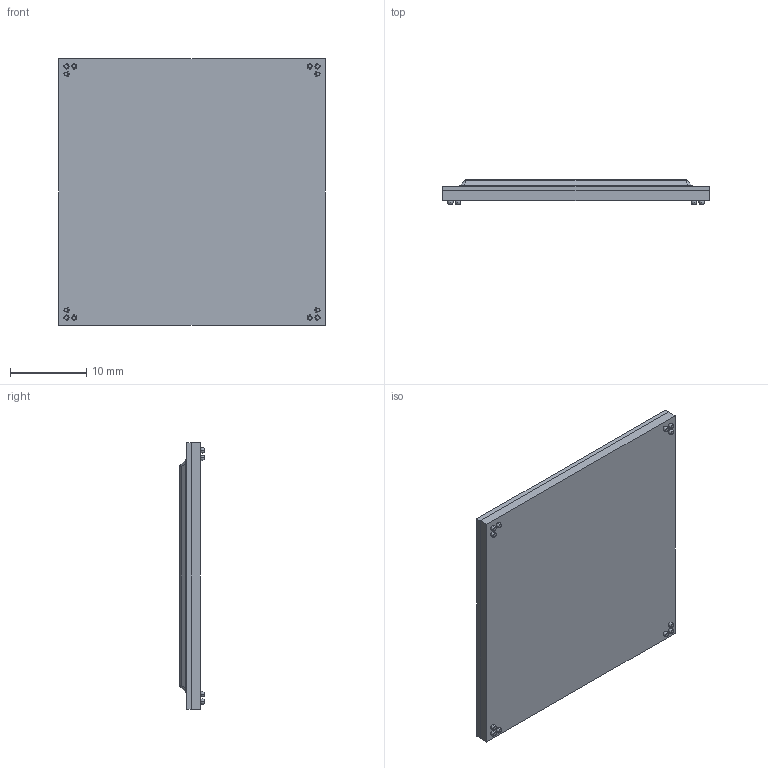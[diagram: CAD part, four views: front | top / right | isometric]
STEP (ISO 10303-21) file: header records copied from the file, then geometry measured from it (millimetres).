
FILE_DESCRIPTION (( 'STEP AP214' ), '1' );
FILE_NAME ('XCZU6CG-2FFVB1156E.STEP', '2019-04-07T07:27:47', ( '' ), ( '' ), 'SwSTEP 2.0', 'SolidWorks 2018', '' );
FILE_SCHEMA (( 'AUTOMOTIVE_DESIGN' ));
Length unit declared in the file: millimetre
Products named in the file (4): Bal; Body; XCZU6CG-2FFVB1156E; Lid
Assembly tree (14 placements, depth 2):
  XCZU6CG-2FFVB1156E
    Body
    Lid
    Bal  x12
Bounding box: 35 x 3.22 x 35 mm (x, y, z)
Volume: 3033 mm3; surface area: 5242.3 mm2
Topology: 14 solids, 14 shells, 574 faces, 1538 edges, 1012 vertices
Faces by surface type: plane 342, bspline 190, sphere 28, cylinder 14
Entity records: 26386 total; most frequent: CARTESIAN_POINT 13857, ORIENTED_EDGE 2816, DIRECTION 1774, EDGE_CURVE 1408, VECTOR 996, LINE 996, VERTEX_POINT 932, EDGE_LOOP 578
